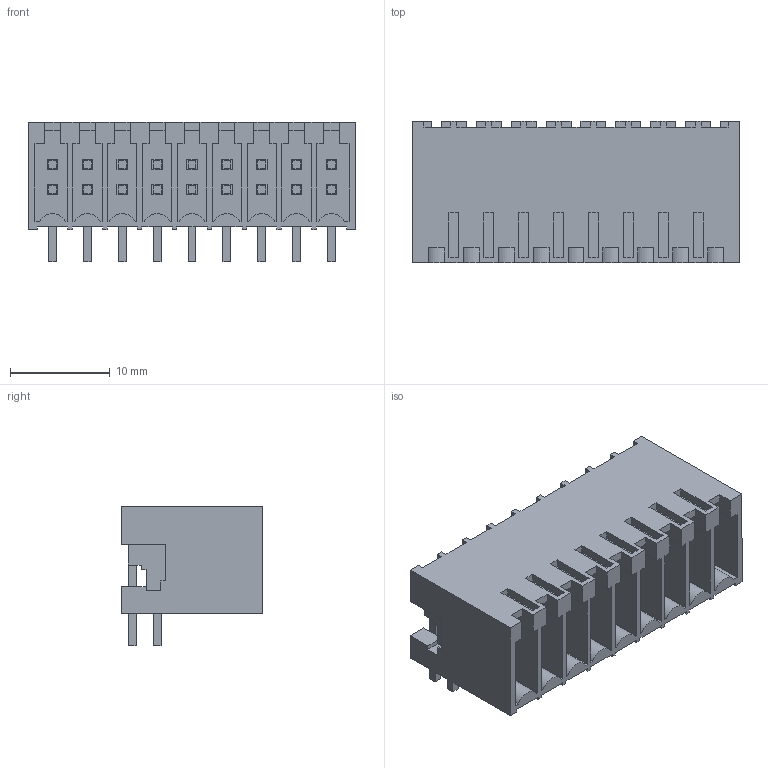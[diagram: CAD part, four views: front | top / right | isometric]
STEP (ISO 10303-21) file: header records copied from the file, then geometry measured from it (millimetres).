
FILE_DESCRIPTION(('CATIA V5 STEP Exchange','CAx-IF Rec.Pracs.--- Model Styling and Organization---1.2---2011-12-15'),'2;1');
FILE_NAME ('D1450628_0', '2018-03-29T10:24:13+00:00', ('none'), ('Weidmueller'), 'CATIA Version 5-6 Release 2014', 'CATIA V5 STEP AP214', 'none');
FILE_SCHEMA(('AUTOMOTIVE_DESIGN { 1 0 10303 214 1 1 1 1 }'));
Length unit declared in the file: millimetre
Products named in the file (1): 1289330000
Bounding box: 32.9 x 14.2 x 14 mm (x, y, z)
Volume: 2563.4 mm3; surface area: 5856.6 mm2
Topology: 19 solids, 19 shells, 681 faces, 1984 edges, 1356 vertices
Faces by surface type: plane 663, cylinder 18
Entity records: 20376 total; most frequent: ORIENTED_EDGE 3968, CARTESIAN_POINT 3649, DIRECTION 2600, EDGE_CURVE 1984, VECTOR 1948, LINE 1948, VERTEX_POINT 1356, EDGE_LOOP 732
